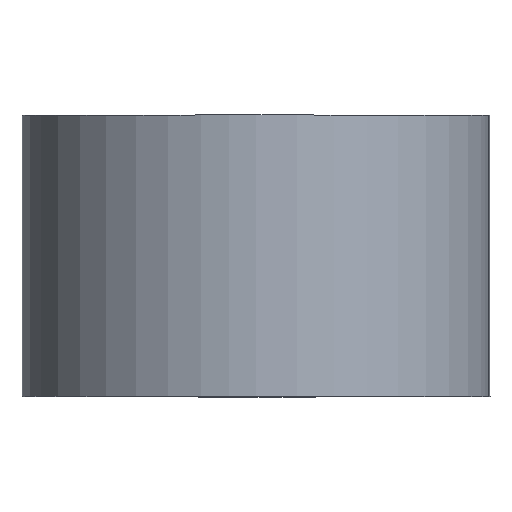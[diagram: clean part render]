
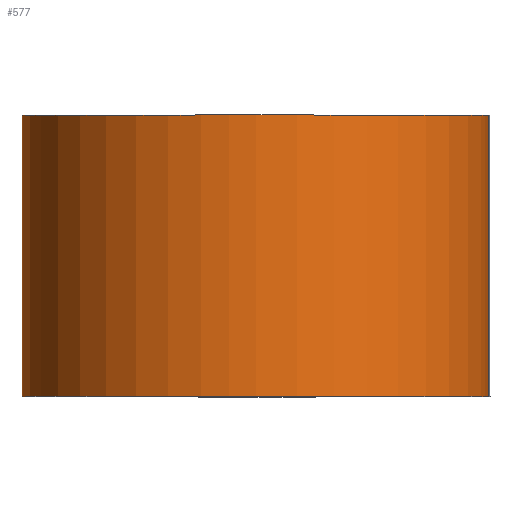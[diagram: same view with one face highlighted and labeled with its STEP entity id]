
A CAD part, top view. The second image highlights one B-rep face of the part: STEP entity #577.
In plain terms, the highlighted free-form (B-spline) face has degree [2, 1] with [5, 2] control points.
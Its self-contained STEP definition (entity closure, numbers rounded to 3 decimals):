
#414=CARTESIAN_POINT('',(4.965,0.,0.59));
#415=VERTEX_POINT('',#414);
#433=CARTESIAN_POINT('',(4.965,-6.0,0.59));
#434=VERTEX_POINT('',#433);
#435=CARTESIAN_POINT('',(4.965,-6.0,0.59));
#436=CARTESIAN_POINT('',(4.965,0.,0.59));
#437=QUASI_UNIFORM_CURVE('',1,(#435,#436),.UNSPECIFIED.,.F.,.U.);
#438=EDGE_CURVE('',#434,#415,#437,.T.);
#457=CARTESIAN_POINT('',(-4.991,-6.0,-0.305));
#458=VERTEX_POINT('',#457);
#472=CARTESIAN_POINT('',(-4.991,0.,-0.305));
#473=VERTEX_POINT('',#472);
#474=CARTESIAN_POINT('',(-4.991,-6.0,-0.305));
#475=CARTESIAN_POINT('',(-4.991,0.,-0.305));
#476=QUASI_UNIFORM_CURVE('',1,(#474,#475),.UNSPECIFIED.,.F.,.U.);
#477=EDGE_CURVE('',#458,#473,#476,.T.);
#495=CARTESIAN_POINT('',(-4.991,-6.15,-0.305));
#496=CARTESIAN_POINT('',(-5.296,-6.15,4.685));
#497=CARTESIAN_POINT('',(-0.305,-6.15,4.991));
#498=CARTESIAN_POINT('',(4.408,-6.15,5.279));
#499=CARTESIAN_POINT('',(4.965,-6.15,0.59));
#500=CARTESIAN_POINT('',(-4.991,0.154,-0.305));
#501=CARTESIAN_POINT('',(-5.296,0.154,4.685));
#502=CARTESIAN_POINT('',(-0.305,0.154,4.991));
#503=CARTESIAN_POINT('',(4.408,0.154,5.279));
#504=CARTESIAN_POINT('',(4.965,0.154,0.59));
#512=(BOUNDED_SURFACE()B_SPLINE_SURFACE(2,1,((#495,#500),(#496,#501),(#497,#502),(#498,#503),(#499,#504)),.UNSPECIFIED.,.F.,.F.,.U.)B_SPLINE_SURFACE_WITH_KNOTS((3,2,3),(2,2),(0.0,8.284,16.237),(0.0,6.304),.UNSPECIFIED.)GEOMETRIC_REPRESENTATION_ITEM()RATIONAL_B_SPLINE_SURFACE(((1.0,1.0),(0.707,0.707),(1.0,1.0),(0.719,0.719),(0.978,0.978)))REPRESENTATION_ITEM('')SURFACE());
#513=CARTESIAN_POINT('',(0.0,0.0,5.0));
#514=VERTEX_POINT('',#513);
#515=CARTESIAN_POINT('',(0.0,0.0,5.0));
#516=CARTESIAN_POINT('',(4.441,0.0,5.));
#517=CARTESIAN_POINT('',(4.965,0.,0.59));
#525=(BOUNDED_CURVE()B_SPLINE_CURVE(2,(#515,#516,#517),.UNSPECIFIED.,.F.,.U.)B_SPLINE_CURVE_WITH_KNOTS((3,3),(0.0,0.23),.UNSPECIFIED.)CURVE()GEOMETRIC_REPRESENTATION_ITEM()RATIONAL_B_SPLINE_CURVE((1.0,0.731,0.956))REPRESENTATION_ITEM(''));
#526=EDGE_CURVE('',#514,#415,#525,.T.);
#527=ORIENTED_EDGE('',*,*,#526,.F.);
#528=CARTESIAN_POINT('',(-4.991,0.,-0.305));
#529=CARTESIAN_POINT('',(-5.,0.0,-0.153));
#530=CARTESIAN_POINT('',(-5.0,0.0,0.0));
#531=CARTESIAN_POINT('',(-5.,0.0,5.));
#532=CARTESIAN_POINT('',(0.0,0.0,5.0));
#540=(BOUNDED_CURVE()B_SPLINE_CURVE(2,(#528,#529,#530,#531,#532),.UNSPECIFIED.,.F.,.U.)B_SPLINE_CURVE_WITH_KNOTS((3,2,3),(0.739,0.75,1.0),.UNSPECIFIED.)CURVE()GEOMETRIC_REPRESENTATION_ITEM()RATIONAL_B_SPLINE_CURVE((0.976,0.988,1.0,0.707,1.0))REPRESENTATION_ITEM(''));
#541=EDGE_CURVE('',#473,#514,#540,.T.);
#542=ORIENTED_EDGE('',*,*,#541,.F.);
#543=ORIENTED_EDGE('',*,*,#477,.F.);
#544=CARTESIAN_POINT('',(0.0,-6.0,5.0));
#545=VERTEX_POINT('',#544);
#546=CARTESIAN_POINT('',(-4.991,-6.0,-0.305));
#547=CARTESIAN_POINT('',(-5.,-6.,-0.153));
#548=CARTESIAN_POINT('',(-5.0,-6.0,0.0));
#549=CARTESIAN_POINT('',(-5.,-6.0,5.));
#550=CARTESIAN_POINT('',(0.0,-6.0,5.0));
#558=(BOUNDED_CURVE()B_SPLINE_CURVE(2,(#546,#547,#548,#549,#550),.UNSPECIFIED.,.F.,.U.)B_SPLINE_CURVE_WITH_KNOTS((3,2,3),(0.739,0.75,1.0),.UNSPECIFIED.)CURVE()GEOMETRIC_REPRESENTATION_ITEM()RATIONAL_B_SPLINE_CURVE((0.976,0.988,1.0,0.707,1.0))REPRESENTATION_ITEM(''));
#559=EDGE_CURVE('',#458,#545,#558,.T.);
#560=ORIENTED_EDGE('',*,*,#559,.T.);
#561=CARTESIAN_POINT('',(0.0,-6.0,5.0));
#562=CARTESIAN_POINT('',(4.441,-6.,5.0));
#563=CARTESIAN_POINT('',(4.965,-6.,0.59));
#571=(BOUNDED_CURVE()B_SPLINE_CURVE(2,(#561,#562,#563),.UNSPECIFIED.,.F.,.U.)B_SPLINE_CURVE_WITH_KNOTS((3,3),(0.0,0.23),.UNSPECIFIED.)CURVE()GEOMETRIC_REPRESENTATION_ITEM()RATIONAL_B_SPLINE_CURVE((1.0,0.731,0.956))REPRESENTATION_ITEM(''));
#572=EDGE_CURVE('',#545,#434,#571,.T.);
#573=ORIENTED_EDGE('',*,*,#572,.T.);
#574=ORIENTED_EDGE('',*,*,#438,.T.);
#575=EDGE_LOOP('',(#527,#542,#543,#560,#573,#574));
#576=FACE_OUTER_BOUND('',#575,.T.);
#577=ADVANCED_FACE('',(#576),#512,.T.);
